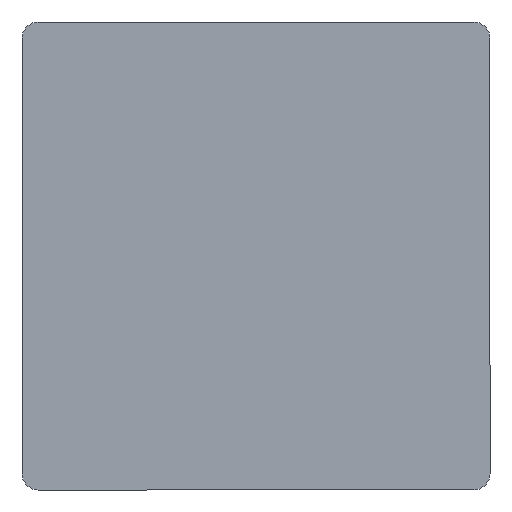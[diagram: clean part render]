
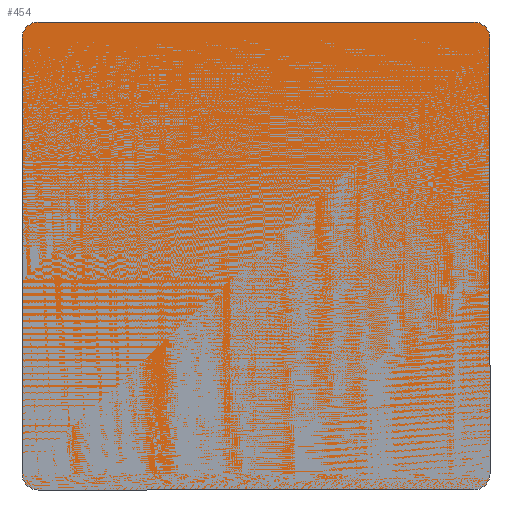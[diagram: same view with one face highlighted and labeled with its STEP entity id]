
A CAD part, front view. The second image highlights one B-rep face of the part: STEP entity #454.
In plain terms, the highlighted planar face has unit normal (0, -1, 0).
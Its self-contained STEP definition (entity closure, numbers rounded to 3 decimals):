
#26=PLANE('',#514);
#43=LINE('',#767,#79);
#47=LINE('',#776,#83);
#50=LINE('',#785,#86);
#53=LINE('',#795,#89);
#79=VECTOR('',#590,10.);
#83=VECTOR('',#600,10.);
#86=VECTOR('',#611,10.);
#89=VECTOR('',#624,10.);
#134=FACE_OUTER_BOUND('',#162,.T.);
#162=EDGE_LOOP('',(#374,#375,#376,#377,#378,#379,#380,#381));
#190=CIRCLE('',#504,0.07);
#191=CIRCLE('',#507,0.07);
#192=CIRCLE('',#511,0.07);
#193=CIRCLE('',#513,0.07);
#218=VERTEX_POINT('',#764);
#219=VERTEX_POINT('',#766);
#220=VERTEX_POINT('',#770);
#221=VERTEX_POINT('',#774);
#222=VERTEX_POINT('',#778);
#223=VERTEX_POINT('',#783);
#224=VERTEX_POINT('',#787);
#225=VERTEX_POINT('',#791);
#267=EDGE_CURVE('',#219,#218,#43,.T.);
#270=EDGE_CURVE('',#220,#218,#190,.T.);
#272=EDGE_CURVE('',#220,#221,#47,.T.);
#274=EDGE_CURVE('',#222,#221,#191,.T.);
#276=EDGE_CURVE('',#222,#223,#50,.T.);
#277=EDGE_CURVE('',#219,#224,#192,.T.);
#280=EDGE_CURVE('',#225,#223,#193,.T.);
#281=EDGE_CURVE('',#225,#224,#53,.T.);
#374=ORIENTED_EDGE('',*,*,#270,.F.);
#375=ORIENTED_EDGE('',*,*,#272,.T.);
#376=ORIENTED_EDGE('',*,*,#274,.F.);
#377=ORIENTED_EDGE('',*,*,#276,.T.);
#378=ORIENTED_EDGE('',*,*,#280,.F.);
#379=ORIENTED_EDGE('',*,*,#281,.T.);
#380=ORIENTED_EDGE('',*,*,#277,.F.);
#381=ORIENTED_EDGE('',*,*,#267,.T.);
#454=ADVANCED_FACE('',(#134),#26,.F.);
#504=AXIS2_PLACEMENT_3D('',#772,#595,#596);
#507=AXIS2_PLACEMENT_3D('',#780,#604,#605);
#511=AXIS2_PLACEMENT_3D('',#788,#614,#615);
#513=AXIS2_PLACEMENT_3D('',#793,#620,#621);
#514=AXIS2_PLACEMENT_3D('',#794,#622,#623);
#590=DIRECTION('',(1.,0.,0.));
#595=DIRECTION('center_axis',(0.,1.,0.));
#596=DIRECTION('ref_axis',(0.707,0.,-0.707));
#600=DIRECTION('',(0.,0.,1.));
#604=DIRECTION('center_axis',(0.,1.,0.));
#605=DIRECTION('ref_axis',(0.707,0.,0.707));
#611=DIRECTION('',(-1.,0.,0.));
#614=DIRECTION('center_axis',(0.,1.,0.));
#615=DIRECTION('ref_axis',(-0.707,0.,-0.707));
#620=DIRECTION('center_axis',(0.,1.,0.));
#621=DIRECTION('ref_axis',(-0.707,0.,0.707));
#622=DIRECTION('center_axis',(0.,1.,0.));
#623=DIRECTION('ref_axis',(0.,0.,1.));
#624=DIRECTION('',(0.,0.,-1.));
#764=CARTESIAN_POINT('',(1.93,0.,0.));
#766=CARTESIAN_POINT('',(0.07,0.,0.));
#767=CARTESIAN_POINT('',(1.,0.,0.));
#770=CARTESIAN_POINT('',(2.,0.,0.07));
#772=CARTESIAN_POINT('Origin',(1.93,0.,0.07));
#774=CARTESIAN_POINT('',(2.,0.,1.93));
#776=CARTESIAN_POINT('',(2.,0.,1.));
#778=CARTESIAN_POINT('',(1.93,0.,2.));
#780=CARTESIAN_POINT('Origin',(1.93,0.,1.93));
#783=CARTESIAN_POINT('',(0.07,0.,2.));
#785=CARTESIAN_POINT('',(1.,0.,2.));
#787=CARTESIAN_POINT('',(0.,0.,0.07));
#788=CARTESIAN_POINT('Origin',(0.07,0.,0.07));
#791=CARTESIAN_POINT('',(0.,0.,1.93));
#793=CARTESIAN_POINT('Origin',(0.07,0.,1.93));
#794=CARTESIAN_POINT('Origin',(1.,0.,1.));
#795=CARTESIAN_POINT('',(0.,0.,1.));
